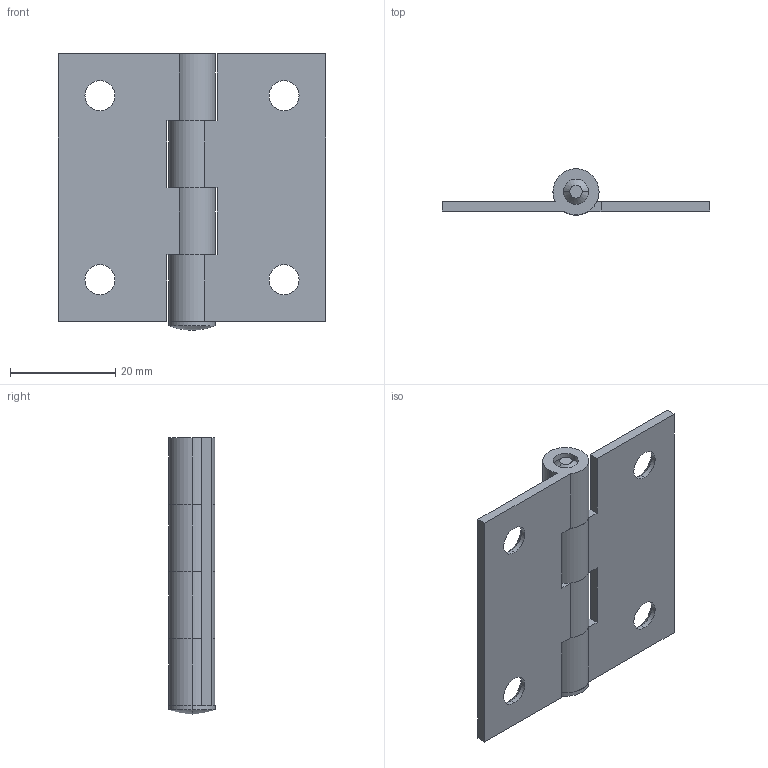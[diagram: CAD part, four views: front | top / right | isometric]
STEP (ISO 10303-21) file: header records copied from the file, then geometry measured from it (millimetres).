
FILE_DESCRIPTION (( 'STEP AP203' ), '1' );
FILE_NAME ('1513A11_Mortise-Mount Hinge with Holes.STEP', '2021-09-20T13:51:21', ( 'Administrator' ), ( 'Managed by Terraform' ), 'SwSTEP 2.0', 'SolidWorks 2017', '' );
FILE_SCHEMA (( 'CONFIG_CONTROL_DESIGN' ));
Length unit declared in the file: inch
Products named in the file (1): 1513A11_Mortise-Mount Hinge with Holes
Bounding box: 50.8 x 8.73 x 52.45 mm (x, y, z)
Volume: 6862.3 mm3; surface area: 7961 mm2
Topology: 3 solids, 3 shells, 66 faces, 166 edges, 107 vertices
Faces by surface type: cylinder 32, plane 22, cone 10, sphere 2
Entity records: 2105 total; most frequent: DIRECTION 376, CARTESIAN_POINT 340, ORIENTED_EDGE 332, EDGE_CURVE 166, AXIS2_PLACEMENT_3D 143, VERTEX_POINT 107, VECTOR 90, LINE 90
